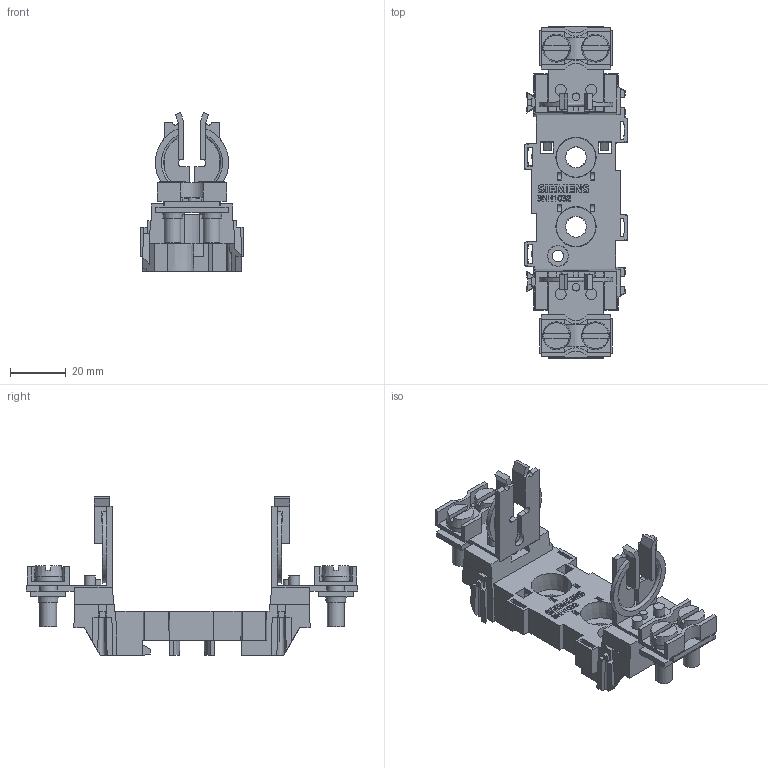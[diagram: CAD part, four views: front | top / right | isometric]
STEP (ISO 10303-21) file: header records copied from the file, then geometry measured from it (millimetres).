
FILE_DESCRIPTION(/* description */ (''),/* implementation_level */ '2;1');
FILE_NAME(/* name */ '3NH1032_v.stp',/* time_stamp */ '2025-02-05T08:16:12+01:00',/* author */ ('"(c) Siemens AG Smart Infrastructure"'),/* organization */ ('"(c) Siemens AG - Smart Infrastructure - EP"'),/* preprocessor_version */ 'ST-DEVELOPER v18.101',/* originating_system */ 'SIEMENS PLM Software NX 2008',/* authorisation */ '"Transmittal reproduction, dissemination and/or editing of this document as well as utilization of its contents and communication thereof to others without express authorization is prohibited. Offenders will be held liable for payment of damages. All rights created by patent grant or registration of a utility model or design patent are reserved."');
FILE_SCHEMA (('AUTOMOTIVE_DESIGN { 1 0 10303 214 3 1 1 1 }'));
Length unit declared in the file: millimetre
Products named in the file (1): model2
Bounding box: 37 x 119.5 x 57.2 mm (x, y, z)
Volume: 28156.1 mm3; surface area: 31764.4 mm2
Topology: 1 solids, 5 shells, 1017 faces, 2858 edges, 1855 vertices
Faces by surface type: plane 815, cylinder 100, cone 73, extrusion 22, bspline 5, torus 2
Full cylindrical faces by diameter (mm): 1.5 x2, 2.6 x2, 2.8 x2, 4 x8, 6 x4, 6.4 x4, 9.9 x4
Entity records: 41012 total; most frequent: CARTESIAN_POINT 8856, ORIENTED_EDGE 5542, DIRECTION 5019, EDGE_CURVE 2771, VECTOR 2055, LINE 2033, VERTEX_POINT 1815, AXIS2_PLACEMENT_3D 1482
